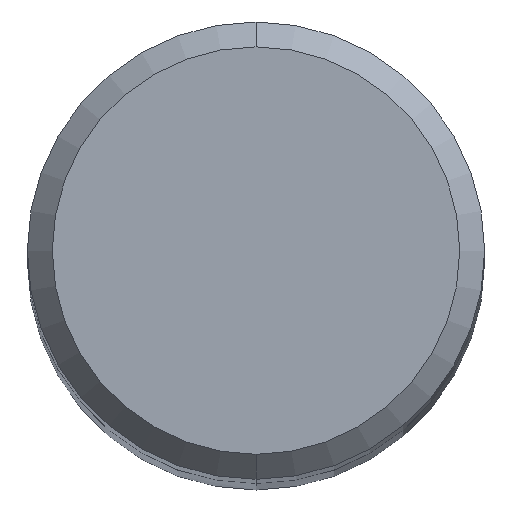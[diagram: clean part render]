
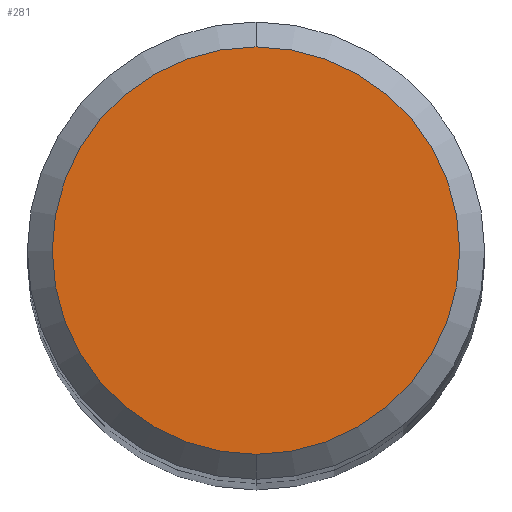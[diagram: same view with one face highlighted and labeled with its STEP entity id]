
A CAD part, top view. The second image highlights one B-rep face of the part: STEP entity #281.
In plain terms, the highlighted planar face has unit normal (0, 0, 1).
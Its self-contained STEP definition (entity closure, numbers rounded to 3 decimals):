
#197=EDGE_CURVE('',#319,#299,#462,.T.);
#267=EDGE_CURVE('',#299,#319,#538,.T.);
#281=ADVANCED_FACE('',(#553),#554,.T.);
#299=VERTEX_POINT('',#574);
#319=VERTEX_POINT('',#594);
#462=CIRCLE('',#814,4.9);
#538=CIRCLE('',#959,4.9);
#553=FACE_OUTER_BOUND('',#1009,.T.);
#554=PLANE('',#1010);
#574=CARTESIAN_POINT('',(0.0,4.9,55.0));
#594=CARTESIAN_POINT('',(0.,-4.9,55.0));
#814=AXIS2_PLACEMENT_3D('',#1355,#1356,#1357);
#959=AXIS2_PLACEMENT_3D('',#1438,#1439,#1440);
#1009=EDGE_LOOP('',(#1454,#1455));
#1010=AXIS2_PLACEMENT_3D('',#1456,#1457,#1458);
#1355=CARTESIAN_POINT('',(0.0,0.0,55.0));
#1356=DIRECTION('',(0.0,0.0,-1.0));
#1357=DIRECTION('',(0.0,1.0,0.0));
#1438=CARTESIAN_POINT('',(0.0,0.0,55.0));
#1439=DIRECTION('',(0.0,0.0,-1.0));
#1440=DIRECTION('',(0.0,1.0,0.0));
#1454=ORIENTED_EDGE('',*,*,#267,.F.);
#1455=ORIENTED_EDGE('',*,*,#197,.F.);
#1456=CARTESIAN_POINT('',(0.0,2.45,55.0));
#1457=DIRECTION('',(-0.0,0.0,1.0));
#1458=DIRECTION('',(0.0,-1.0,0.0));
